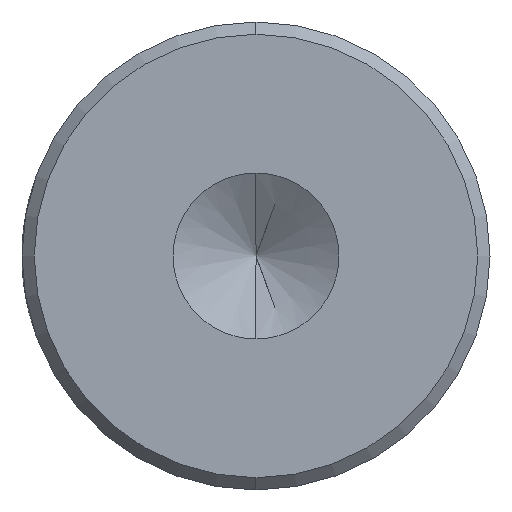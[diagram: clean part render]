
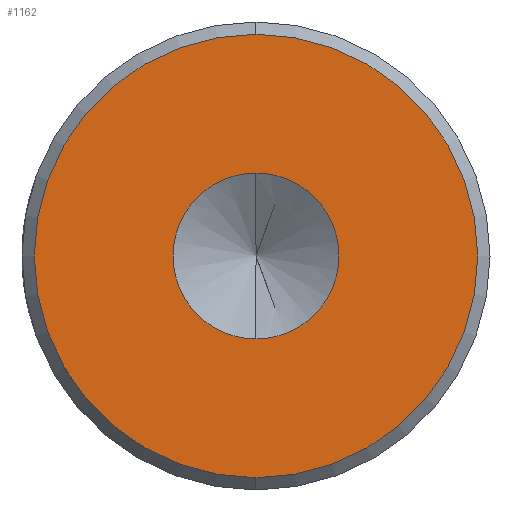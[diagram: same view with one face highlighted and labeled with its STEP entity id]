
A CAD part, left-side view. The second image highlights one B-rep face of the part: STEP entity #1162.
In plain terms, the highlighted planar face has unit normal (-1, 0, 0).
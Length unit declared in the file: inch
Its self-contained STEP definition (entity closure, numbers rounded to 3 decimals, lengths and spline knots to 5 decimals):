
#36 = CIRCLE ( 'NONE', #599, 0.35531 ) ;
#150 = VERTEX_POINT ( 'NONE', #644 ) ;
#153 = VERTEX_POINT ( 'NONE', #694 ) ;
#191 = ORIENTED_EDGE ( 'NONE', *, *, #1439, .F. ) ;
#194 = ORIENTED_EDGE ( 'NONE', *, *, #1429, .T. ) ;
#201 = DIRECTION ( 'NONE',  ( 0., 0., 1. ) ) ;
#210 = DIRECTION ( 'NONE',  ( -1., 0., 0. ) ) ;
#212 = CARTESIAN_POINT ( 'NONE',  ( 0., 0., 0. ) ) ;
#230 = ORIENTED_EDGE ( 'NONE', *, *, #1169, .F. ) ;
#236 = DIRECTION ( 'NONE',  ( 0., 0., 1. ) ) ;
#238 = DIRECTION ( 'NONE',  ( -1., 0., 0. ) ) ;
#246 = CARTESIAN_POINT ( 'NONE',  ( 0., 0., 0. ) ) ;
#254 = PLANE ( 'NONE',  #820 ) ;
#462 = VERTEX_POINT ( 'NONE', #1156 ) ;
#494 = CIRCLE ( 'NONE', #577, 0.133 ) ;
#495 = CIRCLE ( 'NONE', #604, 0.35531 ) ;
#577 = AXIS2_PLACEMENT_3D ( 'NONE', #680, #1059, #645 ) ;
#599 = AXIS2_PLACEMENT_3D ( 'NONE', #709, #707, #696 ) ;
#604 = AXIS2_PLACEMENT_3D ( 'NONE', #687, #686, #684 ) ;
#644 = CARTESIAN_POINT ( 'NONE',  ( 0., 0., -0.133 ) ) ;
#645 = DIRECTION ( 'NONE',  ( 0., 0., 1. ) ) ;
#647 = VERTEX_POINT ( 'NONE', #1372 ) ;
#680 = CARTESIAN_POINT ( 'NONE',  ( 0., 0., 0. ) ) ;
#684 = DIRECTION ( 'NONE',  ( 0., 0., 1. ) ) ;
#686 = DIRECTION ( 'NONE',  ( -1., 0., 0. ) ) ;
#687 = CARTESIAN_POINT ( 'NONE',  ( 0., 0., 0. ) ) ;
#694 = CARTESIAN_POINT ( 'NONE',  ( 0., 0., -0.35531 ) ) ;
#696 = DIRECTION ( 'NONE',  ( 0., 0., 1. ) ) ;
#707 = DIRECTION ( 'NONE',  ( -1., 0., 0. ) ) ;
#709 = CARTESIAN_POINT ( 'NONE',  ( 0., 0., 0. ) ) ;
#820 = AXIS2_PLACEMENT_3D ( 'NONE', #246, #238, #236 ) ;
#822 = AXIS2_PLACEMENT_3D ( 'NONE', #212, #210, #201 ) ;
#973 = ORIENTED_EDGE ( 'NONE', *, *, #1435, .T. ) ;
#1059 = DIRECTION ( 'NONE',  ( -1., 0., 0. ) ) ;
#1156 = CARTESIAN_POINT ( 'NONE',  ( 0., 0., 0.35531 ) ) ;
#1162 = ADVANCED_FACE ( 'NONE', ( #1270, #1281 ), #254, .T. ) ;
#1169 = EDGE_CURVE ( 'NONE', #150, #647, #1268, .T. ) ;
#1268 = CIRCLE ( 'NONE', #822, 0.133 ) ;
#1270 = FACE_OUTER_BOUND ( 'NONE', #1555, .T. ) ;
#1281 = FACE_BOUND ( 'NONE', #1313, .T. ) ;
#1313 = EDGE_LOOP ( 'NONE', ( #191, #230 ) ) ;
#1372 = CARTESIAN_POINT ( 'NONE',  ( 0., 0., 0.133 ) ) ;
#1429 = EDGE_CURVE ( 'NONE', #462, #153, #36, .T. ) ;
#1435 = EDGE_CURVE ( 'NONE', #153, #462, #495, .T. ) ;
#1439 = EDGE_CURVE ( 'NONE', #647, #150, #494, .T. ) ;
#1555 = EDGE_LOOP ( 'NONE', ( #973, #194 ) ) ;
